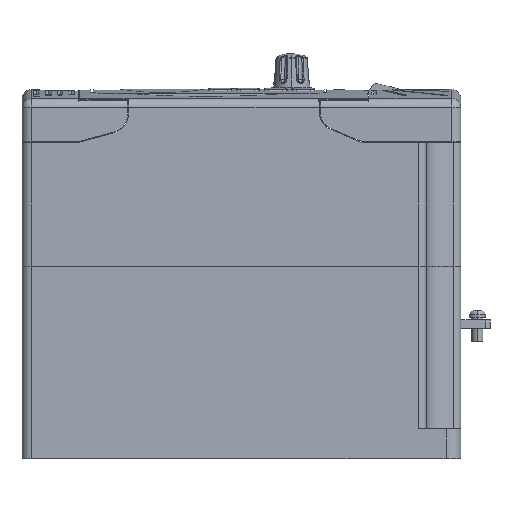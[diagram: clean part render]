
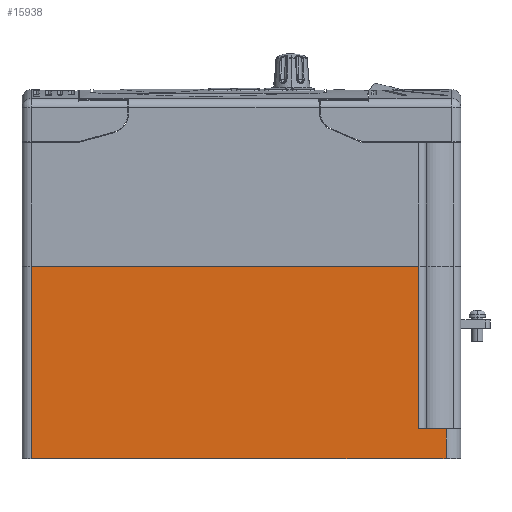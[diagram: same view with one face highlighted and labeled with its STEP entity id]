
A CAD part, left-side view. The second image highlights one B-rep face of the part: STEP entity #15938.
In plain terms, the highlighted planar face has unit normal (-1, 0, 0).
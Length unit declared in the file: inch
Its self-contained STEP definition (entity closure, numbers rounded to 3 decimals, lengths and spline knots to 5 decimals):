
#2 = VERTEX_POINT ( 'NONE', #17863 ) ;
#618 = DIRECTION ( 'NONE',  ( 0., -1., 0. ) ) ;
#761 = CARTESIAN_POINT ( 'NONE',  ( -1.97, -2.405, -0.4 ) ) ;
#1547 = ORIENTED_EDGE ( 'NONE', *, *, #35660, .T. ) ;
#2599 = VERTEX_POINT ( 'NONE', #24354 ) ;
#3064 = VECTOR ( 'NONE', #7984, 39.37008 ) ;
#3849 = CARTESIAN_POINT ( 'NONE',  ( -1.97, 2.85, -3.00547 ) ) ;
#3901 = LINE ( 'NONE', #8184, #3064 ) ;
#4319 = VERTEX_POINT ( 'NONE', #3849 ) ;
#4496 = VECTOR ( 'NONE', #6406, 39.37008 ) ;
#5418 = EDGE_LOOP ( 'NONE', ( #16029, #1547, #12426, #12564, #12792, #13210, #24238, #37008 ) ) ;
#6325 = VERTEX_POINT ( 'NONE', #22847 ) ;
#6406 = DIRECTION ( 'NONE',  ( 0., 0., -1. ) ) ;
#7984 = DIRECTION ( 'NONE',  ( 0., -1., 0. ) ) ;
#8184 = CARTESIAN_POINT ( 'NONE',  ( -1.97, 2.975, -0.4 ) ) ;
#8193 = CARTESIAN_POINT ( 'NONE',  ( -1.97, -2.775, -3.00547 ) ) ;
#8334 = VERTEX_POINT ( 'NONE', #9993 ) ;
#8846 = LINE ( 'NONE', #17782, #4496 ) ;
#9599 = VECTOR ( 'NONE', #25438, 39.37008 ) ;
#9753 = VECTOR ( 'NONE', #36372, 39.37008 ) ;
#9977 = DIRECTION ( 'NONE',  ( 0., 0., 1. ) ) ;
#9993 = CARTESIAN_POINT ( 'NONE',  ( -1.97, -2.775, -3.00447 ) ) ;
#10208 = VECTOR ( 'NONE', #19506, 39.37008 ) ;
#10237 = LINE ( 'NONE', #33510, #9753 ) ;
#11192 = LINE ( 'NONE', #8193, #27393 ) ;
#11945 = LINE ( 'NONE', #22659, #9599 ) ;
#12426 = ORIENTED_EDGE ( 'NONE', *, *, #35674, .F. ) ;
#12564 = ORIENTED_EDGE ( 'NONE', *, *, #33569, .T. ) ;
#12792 = ORIENTED_EDGE ( 'NONE', *, *, #35723, .F. ) ;
#12818 = VERTEX_POINT ( 'NONE', #17786 ) ;
#12893 = VECTOR ( 'NONE', #618, 39.37008 ) ;
#12903 = VERTEX_POINT ( 'NONE', #16574 ) ;
#13210 = ORIENTED_EDGE ( 'NONE', *, *, #35067, .T. ) ;
#14926 = CARTESIAN_POINT ( 'NONE',  ( -1.97, 2.975, -2.6 ) ) ;
#15131 = VECTOR ( 'NONE', #9977, 39.37008 ) ;
#15183 = VERTEX_POINT ( 'NONE', #761 ) ;
#15199 = LINE ( 'NONE', #29727, #15131 ) ;
#15938 = ADVANCED_FACE ( 'NONE', ( #32177 ), #32729, .F. ) ;
#16029 = ORIENTED_EDGE ( 'NONE', *, *, #35621, .T. ) ;
#16574 = CARTESIAN_POINT ( 'NONE',  ( -1.97, -2.505, -3.00447 ) ) ;
#17782 = CARTESIAN_POINT ( 'NONE',  ( -1.97, 2.85, -3.00547 ) ) ;
#17786 = CARTESIAN_POINT ( 'NONE',  ( -1.97, 2.85, -0.4 ) ) ;
#17863 = CARTESIAN_POINT ( 'NONE',  ( -1.97, -2.405, -2.6 ) ) ;
#19506 = DIRECTION ( 'NONE',  ( 0., 0., 1. ) ) ;
#21542 = LINE ( 'NONE', #36494, #10208 ) ;
#22659 = CARTESIAN_POINT ( 'NONE',  ( -1.97, 2.975, -3.00447 ) ) ;
#22847 = CARTESIAN_POINT ( 'NONE',  ( -1.97, -2.775, -2.6 ) ) ;
#24238 = ORIENTED_EDGE ( 'NONE', *, *, #25367, .F. ) ;
#24354 = CARTESIAN_POINT ( 'NONE',  ( -1.97, -2.505, -3.00547 ) ) ;
#25367 = EDGE_CURVE ( 'NONE', #12818, #15183, #3901, .T. ) ;
#25438 = DIRECTION ( 'NONE',  ( 0., 1., 0. ) ) ;
#27393 = VECTOR ( 'NONE', #36522, 39.37008 ) ;
#29727 = CARTESIAN_POINT ( 'NONE',  ( -1.97, -2.405, 1.29 ) ) ;
#32177 = FACE_OUTER_BOUND ( 'NONE', #5418, .T. ) ;
#32729 = PLANE ( 'NONE',  #32814 ) ;
#32814 = AXIS2_PLACEMENT_3D ( 'NONE', #33889, #33935, #33973 ) ;
#33510 = CARTESIAN_POINT ( 'NONE',  ( -1.97, 2.975, -3.00547 ) ) ;
#33569 = EDGE_CURVE ( 'NONE', #8334, #6325, #11192, .T. ) ;
#33731 = LINE ( 'NONE', #14926, #12893 ) ;
#33889 = CARTESIAN_POINT ( 'NONE',  ( -1.97, 2.975, -3.00547 ) ) ;
#33935 = DIRECTION ( 'NONE',  ( 1., 0., 0. ) ) ;
#33973 = DIRECTION ( 'NONE',  ( 0., 0., -1. ) ) ;
#35067 = EDGE_CURVE ( 'NONE', #2, #15183, #15199, .T. ) ;
#35621 = EDGE_CURVE ( 'NONE', #4319, #2599, #10237, .T. ) ;
#35660 = EDGE_CURVE ( 'NONE', #2599, #12903, #21542, .T. ) ;
#35674 = EDGE_CURVE ( 'NONE', #8334, #12903, #11945, .T. ) ;
#35723 = EDGE_CURVE ( 'NONE', #2, #6325, #33731, .T. ) ;
#35728 = EDGE_CURVE ( 'NONE', #12818, #4319, #8846, .T. ) ;
#36372 = DIRECTION ( 'NONE',  ( 0., -1., 0. ) ) ;
#36494 = CARTESIAN_POINT ( 'NONE',  ( -1.97, -2.505, -3.00547 ) ) ;
#36522 = DIRECTION ( 'NONE',  ( 0., 0., 1. ) ) ;
#37008 = ORIENTED_EDGE ( 'NONE', *, *, #35728, .T. ) ;
